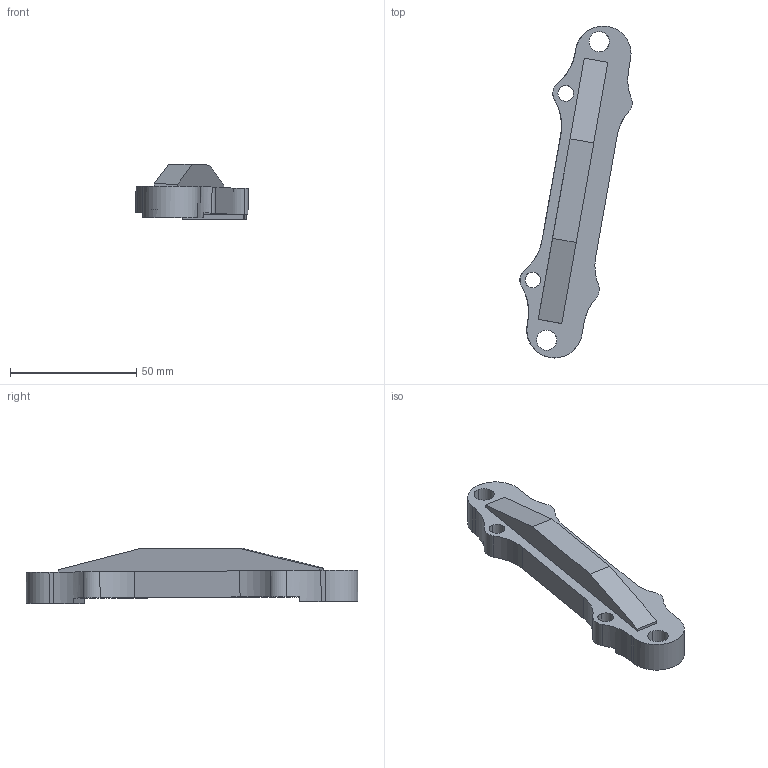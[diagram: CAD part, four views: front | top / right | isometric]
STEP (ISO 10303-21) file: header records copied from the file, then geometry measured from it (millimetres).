
FILE_DESCRIPTION(('Open CASCADE Model'),'2;1');
FILE_NAME('Open CASCADE Shape Model','2017-03-17T23:05:06',('Author'),( 'Open CASCADE'),'Open CASCADE STEP processor 6.8','Open CASCADE 6.8' ,'Unknown');
FILE_SCHEMA(('AUTOMOTIVE_DESIGN_CC2 { 1 2 10303 214 -1 1 5 4 }'));
Length unit declared in the file: millimetre
Products named in the file (1): Open CASCADE STEP translator 6.8 134
Bounding box: 44.46 x 131.38 x 21.96 mm (x, y, z)
Surface area: 11688.1 mm2 (no closed solid volume)
Topology: 0 solids, 1 shells, 53 faces, 142 edges, 96 vertices
Faces by surface type: cylinder 30, plane 23
Entity records: 6556 total; most frequent: CARTESIAN_POINT 3912, DIRECTION 442, ORIENTED_EDGE 284, PCURVE 284, DEFINITIONAL_REPRESENTATION 284, LINE 158, VECTOR 158, EDGE_CURVE 142
